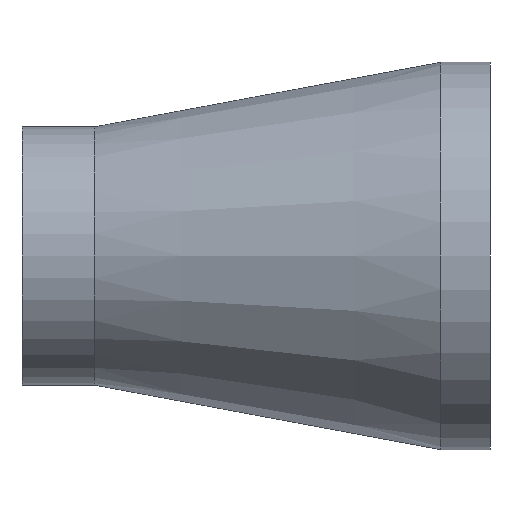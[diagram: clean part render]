
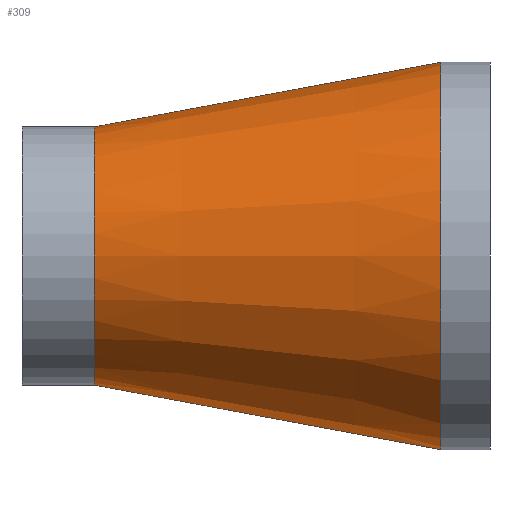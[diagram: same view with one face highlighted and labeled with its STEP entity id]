
A CAD part, left-side view. The second image highlights one B-rep face of the part: STEP entity #309.
In plain terms, the highlighted conical face has half-angle 10.549 degrees and reference radius 38.1 mm.
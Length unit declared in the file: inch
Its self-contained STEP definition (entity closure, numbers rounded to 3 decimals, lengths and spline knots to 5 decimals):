
#21 = LINE ( 'NONE', #345, #89 ) ;
#49 = DIRECTION ( 'NONE',  ( 0., 1., 0. ) ) ;
#76 = DIRECTION ( 'NONE',  ( 0., 1., 0. ) ) ;
#77 = AXIS2_PLACEMENT_3D ( 'NONE', #149, #173, #151 ) ;
#83 = DIRECTION ( 'NONE',  ( 0., 0., 1. ) ) ;
#89 = VECTOR ( 'NONE', #269, 39.37008 ) ;
#92 = EDGE_CURVE ( 'NONE', #257, #316, #329, .T. ) ;
#102 = CIRCLE ( 'NONE', #187, 1. ) ;
#123 = EDGE_CURVE ( 'NONE', #295, #396, #102, .T. ) ;
#137 = CARTESIAN_POINT ( 'NONE',  ( 0., -3.245, -1.5 ) ) ;
#149 = CARTESIAN_POINT ( 'NONE',  ( 0., -3.245, 0. ) ) ;
#151 = DIRECTION ( 'NONE',  ( 0., 0., -1. ) ) ;
#162 = LINE ( 'NONE', #231, #252 ) ;
#171 = CARTESIAN_POINT ( 'NONE',  ( 0., -0.56, 0. ) ) ;
#173 = DIRECTION ( 'NONE',  ( 0., -1., 0. ) ) ;
#187 = AXIS2_PLACEMENT_3D ( 'NONE', #171, #76, #407 ) ;
#211 = CARTESIAN_POINT ( 'NONE',  ( 0., -3.245, 0. ) ) ;
#215 = EDGE_LOOP ( 'NONE', ( #328, #284, #283, #266 ) ) ;
#231 = CARTESIAN_POINT ( 'NONE',  ( 0., -3.245, -1.5 ) ) ;
#245 = EDGE_CURVE ( 'NONE', #295, #257, #162, .T. ) ;
#247 = CARTESIAN_POINT ( 'NONE',  ( 0., -0.56, 1. ) ) ;
#252 = VECTOR ( 'NONE', #326, 39.37008 ) ;
#257 = VERTEX_POINT ( 'NONE', #137 ) ;
#266 = ORIENTED_EDGE ( 'NONE', *, *, #92, .T. ) ;
#269 = DIRECTION ( 'NONE',  ( 0., -0.983, 0.183 ) ) ;
#283 = ORIENTED_EDGE ( 'NONE', *, *, #245, .T. ) ;
#284 = ORIENTED_EDGE ( 'NONE', *, *, #123, .F. ) ;
#295 = VERTEX_POINT ( 'NONE', #378 ) ;
#309 = ADVANCED_FACE ( 'NONE', ( #367 ), #338, .T. ) ;
#316 = VERTEX_POINT ( 'NONE', #408 ) ;
#322 = EDGE_CURVE ( 'NONE', #396, #316, #21, .T. ) ;
#326 = DIRECTION ( 'NONE',  ( 0., -0.983, -0.183 ) ) ;
#328 = ORIENTED_EDGE ( 'NONE', *, *, #322, .F. ) ;
#329 = CIRCLE ( 'NONE', #382, 1.5 ) ;
#338 = CONICAL_SURFACE ( 'NONE', #77, 1.5, 0.184 ) ;
#345 = CARTESIAN_POINT ( 'NONE',  ( 0., -3.245, 1.5 ) ) ;
#367 = FACE_OUTER_BOUND ( 'NONE', #215, .T. ) ;
#378 = CARTESIAN_POINT ( 'NONE',  ( 0., -0.56, -1. ) ) ;
#382 = AXIS2_PLACEMENT_3D ( 'NONE', #211, #49, #83 ) ;
#396 = VERTEX_POINT ( 'NONE', #247 ) ;
#407 = DIRECTION ( 'NONE',  ( 0., 0., 1. ) ) ;
#408 = CARTESIAN_POINT ( 'NONE',  ( 0., -3.245, 1.5 ) ) ;
